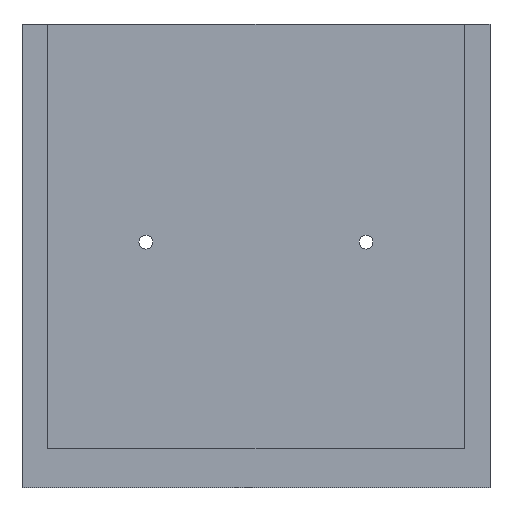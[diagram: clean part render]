
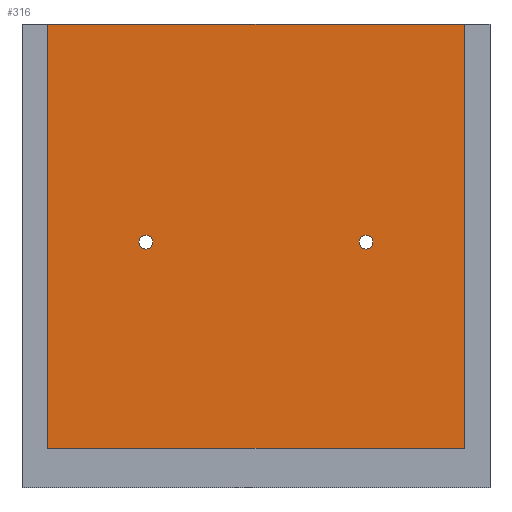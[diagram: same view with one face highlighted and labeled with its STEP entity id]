
A CAD part, front view. The second image highlights one B-rep face of the part: STEP entity #316.
In plain terms, the highlighted planar face has unit normal (0, -1, 0).
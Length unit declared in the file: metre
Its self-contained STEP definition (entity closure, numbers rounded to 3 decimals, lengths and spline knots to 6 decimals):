
#17=CIRCLE('',#349,0.005);
#18=CIRCLE('',#350,0.005);
#27=ORIENTED_EDGE('',*,*,#111,.T.);
#28=ORIENTED_EDGE('',*,*,#112,.F.);
#29=ORIENTED_EDGE('',*,*,#113,.F.);
#30=ORIENTED_EDGE('',*,*,#114,.T.);
#31=ORIENTED_EDGE('',*,*,#115,.F.);
#32=ORIENTED_EDGE('',*,*,#116,.T.);
#111=EDGE_CURVE('',#153,#154,#181,.T.);
#112=EDGE_CURVE('',#155,#154,#182,.T.);
#113=EDGE_CURVE('',#156,#155,#183,.T.);
#114=EDGE_CURVE('',#156,#153,#184,.T.);
#115=EDGE_CURVE('',#157,#157,#17,.F.);
#116=EDGE_CURVE('',#158,#158,#18,.T.);
#153=VERTEX_POINT('',#468);
#154=VERTEX_POINT('',#469);
#155=VERTEX_POINT('',#471);
#156=VERTEX_POINT('',#473);
#157=VERTEX_POINT('',#476);
#158=VERTEX_POINT('',#478);
#181=LINE('',#467,#217);
#182=LINE('',#470,#218);
#183=LINE('',#472,#219);
#184=LINE('',#474,#220);
#217=VECTOR('',#382,1.);
#218=VECTOR('',#383,1.);
#219=VECTOR('',#384,1.);
#220=VECTOR('',#385,1.);
#252=EDGE_LOOP('',(#27,#28,#29,#30));
#253=EDGE_LOOP('',(#31));
#254=EDGE_LOOP('',(#32));
#278=FACE_BOUND('',#252,.T.);
#279=FACE_BOUND('',#253,.T.);
#280=FACE_BOUND('',#254,.T.);
#302=PLANE('',#348);
#316=ADVANCED_FACE('',(#278,#279,#280),#302,.F.);
#348=AXIS2_PLACEMENT_3D('',#466,#380,#381);
#349=AXIS2_PLACEMENT_3D('',#475,#386,#387);
#350=AXIS2_PLACEMENT_3D('',#477,#388,#389);
#380=DIRECTION('',(0.,1.,0.));
#381=DIRECTION('',(0.,0.,1.));
#382=DIRECTION('',(-1.,0.,0.));
#383=DIRECTION('',(0.,0.,1.));
#384=DIRECTION('',(-1.,0.,0.));
#385=DIRECTION('',(0.,0.,1.));
#386=DIRECTION('',(0.,1.,0.));
#387=DIRECTION('',(0.,0.,1.));
#388=DIRECTION('',(0.,1.,0.));
#389=DIRECTION('',(0.,0.,1.));
#466=CARTESIAN_POINT('',(0.,0.1316,0.0084));
#467=CARTESIAN_POINT('',(0.,0.1316,0.313));
#468=CARTESIAN_POINT('',(0.1496,0.1316,0.313));
#469=CARTESIAN_POINT('',(-0.1496,0.1316,0.313));
#470=CARTESIAN_POINT('',(-0.1496,0.1316,0.0084));
#471=CARTESIAN_POINT('',(-0.1496,0.1316,0.0084));
#472=CARTESIAN_POINT('',(0.,0.1316,0.0084));
#473=CARTESIAN_POINT('',(0.1496,0.1316,0.0084));
#474=CARTESIAN_POINT('',(0.1496,0.1316,0.0084));
#475=CARTESIAN_POINT('',(-0.079,0.1316,0.1565));
#476=CARTESIAN_POINT('',(-0.079,0.1316,0.1615));
#477=CARTESIAN_POINT('',(0.079,0.1316,0.1565));
#478=CARTESIAN_POINT('',(0.079,0.1316,0.1615));
